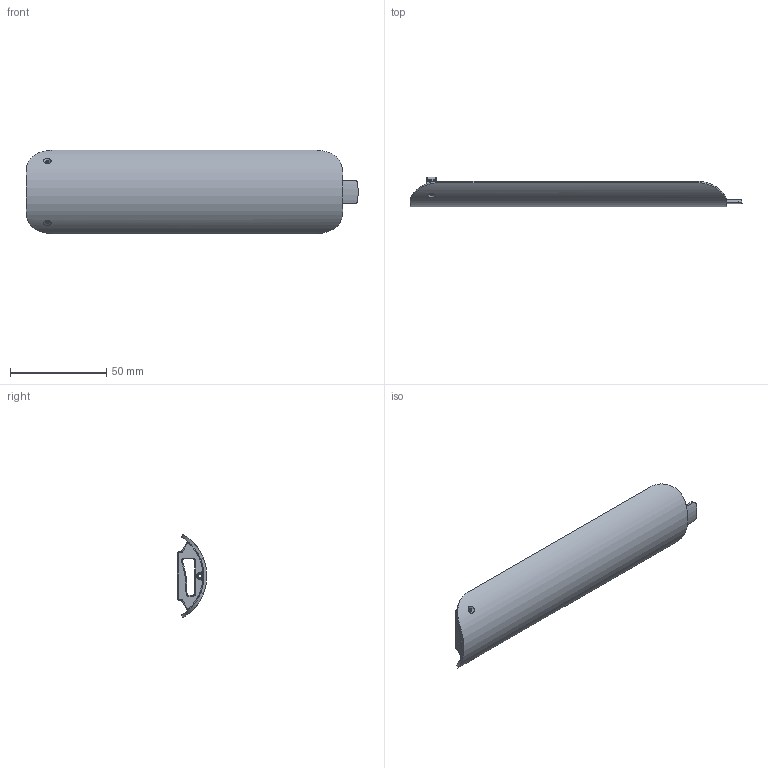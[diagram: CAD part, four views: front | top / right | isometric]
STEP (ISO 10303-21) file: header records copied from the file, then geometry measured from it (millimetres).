
FILE_DESCRIPTION(/* description */ (''),/* implementation_level */ '2;1');
FILE_NAME(/* name */ 'Door v11.step',/* time_stamp */ '2023-09-28T00:20:04+02:00',/* author */ (''),/* organization */ (''),/* preprocessor_version */ 'ST-DEVELOPER v20',/* originating_system */ 'Autodesk Translation Framework v12.14.0.127',/* authorisation */ '');
FILE_SCHEMA (('AUTOMOTIVE_DESIGN { 1 0 10303 214 3 1 1 }'));
Length unit declared in the file: millimetre
Products named in the file (3): Door; Door retainer n°1; Door retainer n°2
Assembly tree (2 placements, depth 2):
  Door
    Door retainer n°1
    Door retainer n°2
Bounding box: 172.36 x 15.3 x 43.3 mm (x, y, z)
Volume: 13843.6 mm3; surface area: 18662.7 mm2
Topology: 3 solids, 3 shells, 119 faces, 282 edges, 169 vertices
Faces by surface type: cylinder 56, plane 24, torus 23, bspline 12, sphere 2, cone 2
Full cylindrical faces by diameter (mm): 1.5 x2, 2 x3
Entity records: 4795 total; most frequent: CARTESIAN_POINT 1965, DIRECTION 608, ORIENTED_EDGE 560, EDGE_CURVE 280, AXIS2_PLACEMENT_3D 250, VERTEX_POINT 169, CIRCLE 137, EDGE_LOOP 129
